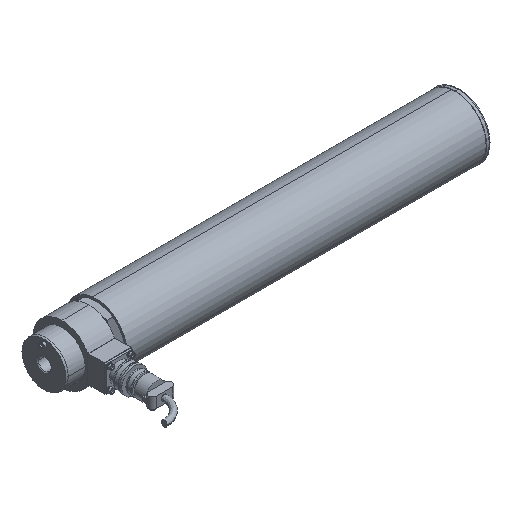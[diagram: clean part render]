
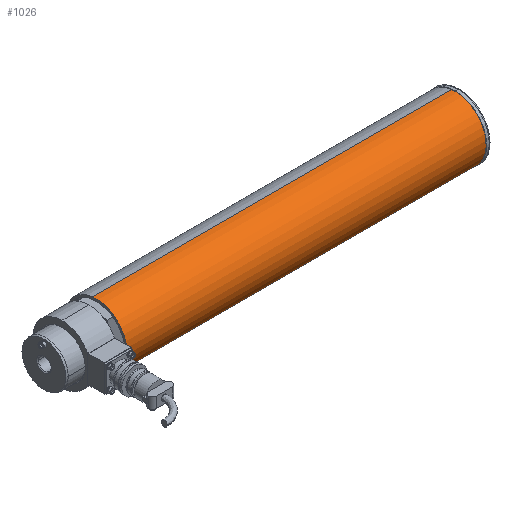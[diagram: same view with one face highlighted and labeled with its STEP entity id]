
A CAD part, isometric view. The second image highlights one B-rep face of the part: STEP entity #1026.
In plain terms, the highlighted cylindrical face has radius 34.5 mm (diameter 69 mm), a partial arc.
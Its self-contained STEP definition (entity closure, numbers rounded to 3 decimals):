
#753 = DIRECTION ( 'NONE',  ( -1., 0., 0. ) ) ;
#1026 = ADVANCED_FACE ( 'NONE', ( #1649 ), #10913, .T. ) ;
#1045 = CARTESIAN_POINT ( 'NONE',  ( 0., 0., 34.5 ) ) ;
#1126 = VERTEX_POINT ( 'NONE', #3187 ) ;
#1649 = FACE_OUTER_BOUND ( 'NONE', #12102, .T. ) ;
#2197 = DIRECTION ( 'NONE',  ( -1., 0., 0. ) ) ;
#2504 = VERTEX_POINT ( 'NONE', #11193 ) ;
#2642 = CARTESIAN_POINT ( 'NONE',  ( -17.724, 0., 34.5 ) ) ;
#3026 = AXIS2_PLACEMENT_3D ( 'NONE', #7887, #753, #10386 ) ;
#3187 = CARTESIAN_POINT ( 'NONE',  ( 0., 0., -34.5 ) ) ;
#3223 = AXIS2_PLACEMENT_3D ( 'NONE', #5377, #15125, #9071 ) ;
#3305 = AXIS2_PLACEMENT_3D ( 'NONE', #4325, #9177, #7960 ) ;
#3459 = ORIENTED_EDGE ( 'NONE', *, *, #12211, .F. ) ;
#3574 = LINE ( 'NONE', #2642, #10590 ) ;
#4157 = EDGE_CURVE ( 'NONE', #8527, #1126, #4577, .T. ) ;
#4325 = CARTESIAN_POINT ( 'NONE',  ( 0., 0., 0. ) ) ;
#4577 = LINE ( 'NONE', #9408, #7972 ) ;
#4948 = CARTESIAN_POINT ( 'NONE',  ( 400., 0., -34.5 ) ) ;
#5336 = ORIENTED_EDGE ( 'NONE', *, *, #4157, .F. ) ;
#5377 = CARTESIAN_POINT ( 'NONE',  ( -17.724, 0., 0. ) ) ;
#6344 = DIRECTION ( 'NONE',  ( -1., 0., 0. ) ) ;
#7032 = VERTEX_POINT ( 'NONE', #1045 ) ;
#7887 = CARTESIAN_POINT ( 'NONE',  ( 400., 0., 0. ) ) ;
#7960 = DIRECTION ( 'NONE',  ( 0., 0., 1. ) ) ;
#7972 = VECTOR ( 'NONE', #2197, 1000. ) ;
#8527 = VERTEX_POINT ( 'NONE', #4948 ) ;
#9071 = DIRECTION ( 'NONE',  ( 0., 0., 1. ) ) ;
#9177 = DIRECTION ( 'NONE',  ( -1., 0., 0. ) ) ;
#9408 = CARTESIAN_POINT ( 'NONE',  ( -17.724, 0., -34.5 ) ) ;
#9564 = EDGE_CURVE ( 'NONE', #2504, #7032, #3574, .T. ) ;
#10386 = DIRECTION ( 'NONE',  ( 0., 0., 1. ) ) ;
#10590 = VECTOR ( 'NONE', #6344, 1000. ) ;
#10913 = CYLINDRICAL_SURFACE ( 'NONE', #3223, 34.5 ) ;
#11193 = CARTESIAN_POINT ( 'NONE',  ( 400., 0., 34.5 ) ) ;
#12102 = EDGE_LOOP ( 'NONE', ( #5336, #14564, #12540, #3459 ) ) ;
#12211 = EDGE_CURVE ( 'NONE', #1126, #7032, #13231, .T. ) ;
#12540 = ORIENTED_EDGE ( 'NONE', *, *, #9564, .T. ) ;
#13231 = CIRCLE ( 'NONE', #3305, 34.5 ) ;
#13414 = EDGE_CURVE ( 'NONE', #8527, #2504, #14331, .T. ) ;
#14331 = CIRCLE ( 'NONE', #3026, 34.5 ) ;
#14564 = ORIENTED_EDGE ( 'NONE', *, *, #13414, .T. ) ;
#15125 = DIRECTION ( 'NONE',  ( -1., 0., 0. ) ) ;
